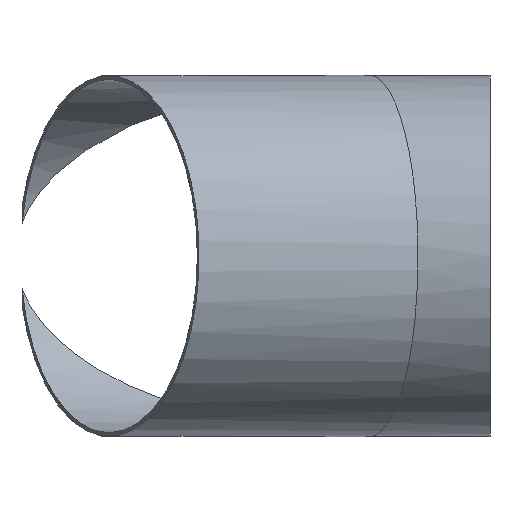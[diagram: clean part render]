
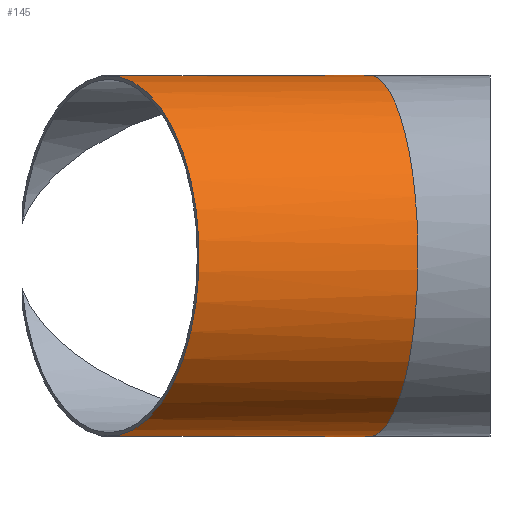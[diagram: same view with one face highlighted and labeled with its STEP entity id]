
A CAD part, left-side view. The second image highlights one B-rep face of the part: STEP entity #145.
In plain terms, the highlighted cylindrical face has radius 381 mm (diameter 762 mm), a partial arc.
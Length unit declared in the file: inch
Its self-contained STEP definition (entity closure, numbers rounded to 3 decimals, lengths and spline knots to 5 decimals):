
#24=FACE_OUTER_BOUND('',#33,.T.);
#33=EDGE_LOOP('',(#117,#118,#119,#120));
#42=CIRCLE('',#189,15.);
#57=ELLIPSE('',#181,30.,15.);
#58=ELLIPSE('',#183,30.,15.);
#61=ELLIPSE('',#191,15.52914,15.);
#68=VERTEX_POINT('',#270);
#69=VERTEX_POINT('',#271);
#70=VERTEX_POINT('',#273);
#71=VERTEX_POINT('',#275);
#82=EDGE_CURVE('',#68,#69,#57,.T.);
#84=EDGE_CURVE('',#71,#70,#58,.T.);
#90=EDGE_CURVE('',#68,#70,#42,.T.);
#91=EDGE_CURVE('',#71,#69,#61,.T.);
#117=ORIENTED_EDGE('',*,*,#82,.T.);
#118=ORIENTED_EDGE('',*,*,#91,.F.);
#119=ORIENTED_EDGE('',*,*,#84,.T.);
#120=ORIENTED_EDGE('',*,*,#90,.F.);
#137=CYLINDRICAL_SURFACE('',#190,15.);
#145=ADVANCED_FACE('',(#24),#137,.T.);
#181=AXIS2_PLACEMENT_3D('',#272,#219,#220);
#183=AXIS2_PLACEMENT_3D('',#276,#223,#224);
#189=AXIS2_PLACEMENT_3D('',#285,#237,#238);
#190=AXIS2_PLACEMENT_3D('',#286,#239,#240);
#191=AXIS2_PLACEMENT_3D('',#287,#241,#242);
#219=DIRECTION('center_axis',(-1.,0.,0.));
#220=DIRECTION('ref_axis',(0.,1.,0.));
#223=DIRECTION('center_axis',(-1.,0.,0.));
#224=DIRECTION('ref_axis',(0.,1.,0.));
#237=DIRECTION('center_axis',(-0.5,0.866,0.));
#238=DIRECTION('ref_axis',(-0.866,-0.5,0.));
#239=DIRECTION('center_axis',(0.5,-0.866,0.));
#240=DIRECTION('ref_axis',(-0.866,-0.5,0.));
#241=DIRECTION('center_axis',(0.259,-0.966,0.));
#242=DIRECTION('ref_axis',(-0.966,-0.259,0.));
#270=CARTESIAN_POINT('',(0.,38.86751,-4.08248));
#271=CARTESIAN_POINT('',(0.,10.,-15.));
#272=CARTESIAN_POINT('Origin',(0.,10.,0.));
#273=CARTESIAN_POINT('',(0.,38.86751,4.08248));
#275=CARTESIAN_POINT('',(0.,10.,15.));
#276=CARTESIAN_POINT('Origin',(0.,10.,0.));
#285=CARTESIAN_POINT('Origin',(-12.5,31.65064,0.));
#286=CARTESIAN_POINT('Origin',(-12.5,31.65064,0.));
#287=CARTESIAN_POINT('Origin',(0.,10.,0.));
